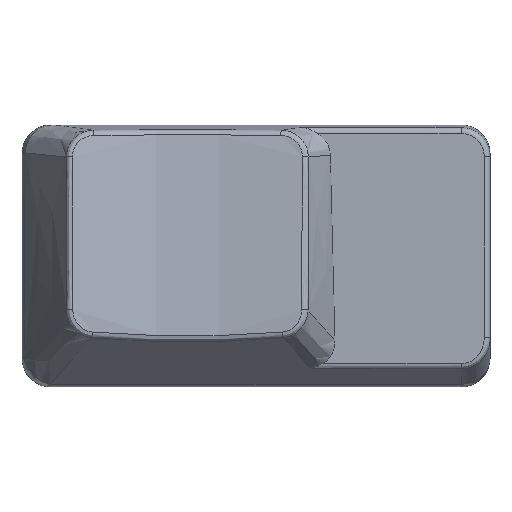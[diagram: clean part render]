
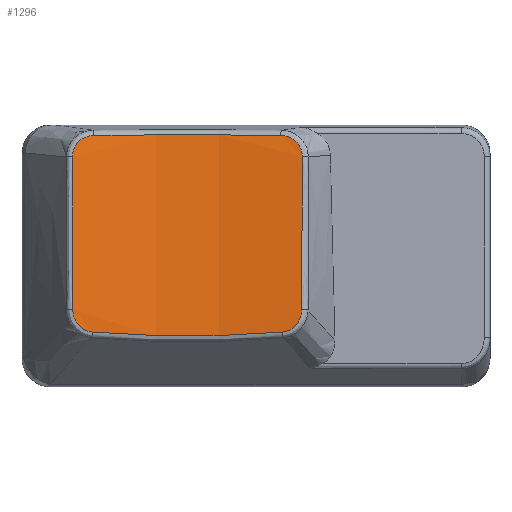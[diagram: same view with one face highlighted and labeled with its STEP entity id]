
A CAD part, top view. The second image highlights one B-rep face of the part: STEP entity #1296.
In plain terms, the highlighted free-form (B-spline) face has degree [1, 2] with [2, 3] control points.
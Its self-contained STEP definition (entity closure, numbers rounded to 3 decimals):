
#17=(
BOUNDED_SURFACE()
B_SPLINE_SURFACE(1,2,((#2583,#2584,#2585),(#2586,#2587,#2588)),
 .UNSPECIFIED.,.F.,.F.,.F.)
B_SPLINE_SURFACE_WITH_KNOTS((2,2),(3,3),(-0.145,0.201),
(-1.768,-1.374),.UNSPECIFIED.)
GEOMETRIC_REPRESENTATION_ITEM()
RATIONAL_B_SPLINE_SURFACE(((1.,0.981,1.),(1.,0.981,
1.)))
REPRESENTATION_ITEM('')
SURFACE()
);
#77=B_SPLINE_CURVE_WITH_KNOTS('',3,(#2257,#2258,#2259,#2260),
 .UNSPECIFIED.,.F.,.F.,(4,4),(0.,1.333),.UNSPECIFIED.);
#78=B_SPLINE_CURVE_WITH_KNOTS('',3,(#2288,#2289,#2290,#2291,#2292),
 .UNSPECIFIED.,.F.,.F.,(4,1,4),(0.,0.099,
0.23),.UNSPECIFIED.);
#79=B_SPLINE_CURVE_WITH_KNOTS('',3,(#2315,#2316,#2317,#2318),
 .UNSPECIFIED.,.F.,.F.,(4,4),(0.,1.068),
 .UNSPECIFIED.);
#80=B_SPLINE_CURVE_WITH_KNOTS('',3,(#2346,#2347,#2348,#2349,#2350),
 .UNSPECIFIED.,.F.,.F.,(4,1,4),(0.,0.103,0.24),
 .UNSPECIFIED.);
#81=B_SPLINE_CURVE_WITH_KNOTS('',3,(#2373,#2374,#2375,#2376),
 .UNSPECIFIED.,.F.,.F.,(4,4),(0.,1.312),
 .UNSPECIFIED.);
#83=B_SPLINE_CURVE_WITH_KNOTS('',3,(#2416,#2417,#2418,#2419,#2420,#2421),
 .UNSPECIFIED.,.F.,.F.,(4,1,1,4),(0.,0.103,
0.171,0.24),.UNSPECIFIED.);
#85=B_SPLINE_CURVE_WITH_KNOTS('',3,(#2449,#2450,#2451,#2452),
 .UNSPECIFIED.,.F.,.F.,(4,4),(0.,1.068),
 .UNSPECIFIED.);
#87=B_SPLINE_CURVE_WITH_KNOTS('',3,(#2483,#2484,#2485,#2486,#2487),
 .UNSPECIFIED.,.F.,.F.,(4,1,4),(0.,0.131,
0.23),.UNSPECIFIED.);
#329=FACE_OUTER_BOUND('',#409,.T.);
#409=EDGE_LOOP('',(#982,#983,#984,#985,#986,#987,#988,#989));
#547=VERTEX_POINT('',#2253);
#548=VERTEX_POINT('',#2255);
#549=VERTEX_POINT('',#2286);
#550=VERTEX_POINT('',#2313);
#551=VERTEX_POINT('',#2344);
#552=VERTEX_POINT('',#2371);
#553=VERTEX_POINT('',#2407);
#555=VERTEX_POINT('',#2442);
#698=EDGE_CURVE('',#548,#547,#77,.T.);
#700=EDGE_CURVE('',#547,#549,#78,.T.);
#702=EDGE_CURVE('',#549,#550,#79,.T.);
#704=EDGE_CURVE('',#550,#551,#80,.T.);
#706=EDGE_CURVE('',#551,#552,#81,.T.);
#709=EDGE_CURVE('',#552,#553,#83,.T.);
#712=EDGE_CURVE('',#553,#555,#85,.T.);
#714=EDGE_CURVE('',#555,#548,#87,.T.);
#982=ORIENTED_EDGE('',*,*,#698,.F.);
#983=ORIENTED_EDGE('',*,*,#714,.F.);
#984=ORIENTED_EDGE('',*,*,#712,.F.);
#985=ORIENTED_EDGE('',*,*,#709,.F.);
#986=ORIENTED_EDGE('',*,*,#706,.F.);
#987=ORIENTED_EDGE('',*,*,#704,.F.);
#988=ORIENTED_EDGE('',*,*,#702,.F.);
#989=ORIENTED_EDGE('',*,*,#700,.F.);
#1296=ADVANCED_FACE('',(#329),#17,.T.);
#2253=CARTESIAN_POINT('',(-6.572,-5.286,6.409));
#2255=CARTESIAN_POINT('',(6.572,-5.286,6.409));
#2257=CARTESIAN_POINT('Ctrl Pts',(6.572,-5.286,6.409));
#2258=CARTESIAN_POINT('Ctrl Pts',(2.233,-5.647,5.755));
#2259=CARTESIAN_POINT('Ctrl Pts',(-2.233,-5.647,5.755));
#2260=CARTESIAN_POINT('Ctrl Pts',(-6.572,-5.286,6.409));
#2286=CARTESIAN_POINT('',(-7.934,-3.725,6.461));
#2288=CARTESIAN_POINT('Ctrl Pts',(-6.572,-5.286,6.409));
#2289=CARTESIAN_POINT('Ctrl Pts',(-6.892,-5.259,6.458));
#2290=CARTESIAN_POINT('Ctrl Pts',(-7.628,-4.936,6.548));
#2291=CARTESIAN_POINT('Ctrl Pts',(-7.933,-4.16,6.514));
#2292=CARTESIAN_POINT('Ctrl Pts',(-7.934,-3.725,6.461));
#2313=CARTESIAN_POINT('',(-7.969,6.873,5.166));
#2315=CARTESIAN_POINT('Ctrl Pts',(-7.934,-3.725,6.461));
#2316=CARTESIAN_POINT('Ctrl Pts',(-7.944,-0.193,
6.029));
#2317=CARTESIAN_POINT('Ctrl Pts',(-7.955,3.34,5.597));
#2318=CARTESIAN_POINT('Ctrl Pts',(-7.969,6.873,5.166));
#2344=CARTESIAN_POINT('',(-6.472,8.349,4.719));
#2346=CARTESIAN_POINT('Ctrl Pts',(-7.969,6.873,5.166));
#2347=CARTESIAN_POINT('Ctrl Pts',(-7.97,7.213,5.125));
#2348=CARTESIAN_POINT('Ctrl Pts',(-7.695,8.005,4.972));
#2349=CARTESIAN_POINT('Ctrl Pts',(-6.918,8.342,4.791));
#2350=CARTESIAN_POINT('Ctrl Pts',(-6.472,8.349,4.719));
#2371=CARTESIAN_POINT('',(6.472,8.349,4.719));
#2373=CARTESIAN_POINT('Ctrl Pts',(-6.472,8.349,4.719));
#2374=CARTESIAN_POINT('Ctrl Pts',(-2.194,8.41,4.033));
#2375=CARTESIAN_POINT('Ctrl Pts',(2.194,8.41,4.033));
#2376=CARTESIAN_POINT('Ctrl Pts',(6.472,8.349,4.719));
#2407=CARTESIAN_POINT('',(7.969,6.873,5.166));
#2416=CARTESIAN_POINT('Ctrl Pts',(6.472,8.349,4.719));
#2417=CARTESIAN_POINT('Ctrl Pts',(6.807,8.344,4.773));
#2418=CARTESIAN_POINT('Ctrl Pts',(7.362,8.169,4.891));
#2419=CARTESIAN_POINT('Ctrl Pts',(7.871,7.551,5.064));
#2420=CARTESIAN_POINT('Ctrl Pts',(7.97,7.1,5.139));
#2421=CARTESIAN_POINT('Ctrl Pts',(7.969,6.873,5.166));
#2442=CARTESIAN_POINT('',(7.934,-3.725,6.461));
#2449=CARTESIAN_POINT('Ctrl Pts',(7.969,6.873,5.166));
#2450=CARTESIAN_POINT('Ctrl Pts',(7.955,3.34,5.597));
#2451=CARTESIAN_POINT('Ctrl Pts',(7.944,-0.193,6.029));
#2452=CARTESIAN_POINT('Ctrl Pts',(7.934,-3.725,6.461));
#2483=CARTESIAN_POINT('Ctrl Pts',(7.934,-3.725,6.461));
#2484=CARTESIAN_POINT('Ctrl Pts',(7.933,-4.16,6.514));
#2485=CARTESIAN_POINT('Ctrl Pts',(7.628,-4.936,6.548));
#2486=CARTESIAN_POINT('Ctrl Pts',(6.892,-5.259,6.458));
#2487=CARTESIAN_POINT('Ctrl Pts',(6.572,-5.286,6.409));
#2583=CARTESIAN_POINT('Ctrl Pts',(7.969,-5.476,6.683));
#2584=CARTESIAN_POINT('Ctrl Pts',(0.,-5.666,
5.139));
#2585=CARTESIAN_POINT('Ctrl Pts',(-7.969,-5.476,6.683));
#2586=CARTESIAN_POINT('Ctrl Pts',(7.969,8.524,4.964));
#2587=CARTESIAN_POINT('Ctrl Pts',(0.,8.335,
3.42));
#2588=CARTESIAN_POINT('Ctrl Pts',(-7.969,8.524,4.964));
